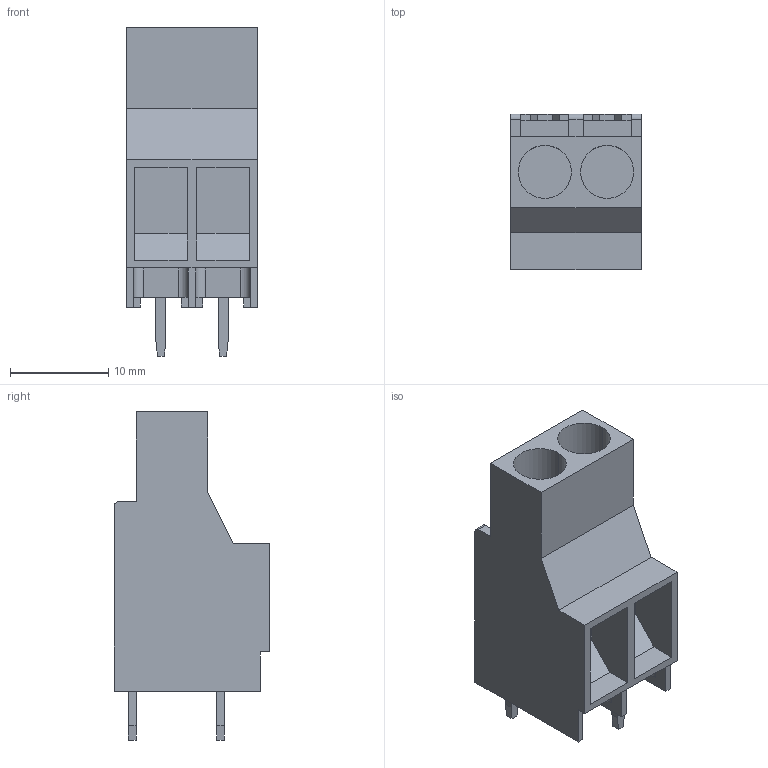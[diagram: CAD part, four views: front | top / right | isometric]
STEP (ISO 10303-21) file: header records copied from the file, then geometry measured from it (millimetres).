
FILE_DESCRIPTION(('CATIA V5 STEP Exchange','CAx-IF Rec.Pracs.--- Model Styling and Organization---1.2---2011-12-15'),'2;1');
FILE_NAME ('D1451347_0_1356830000_1356830000.stp','2018-09-11T06:13:10+00:00',('none'),('Weidmueller'),'CATIA Version 5-6 Release 2014','CATIA V5 STEP AP214','none');
FILE_SCHEMA(('AUTOMOTIVE_DESIGN { 1 0 10303 214 1 1 1 1 }'));
Length unit declared in the file: millimetre
Products named in the file (1): 1356830000
Bounding box: 13.3 x 15.85 x 33.5 mm (x, y, z)
Volume: 3605.1 mm3; surface area: 2505.3 mm2
Topology: 3 solids, 3 shells, 94 faces, 252 edges, 168 vertices
Faces by surface type: plane 83, cylinder 11
Entity records: 2768 total; most frequent: ORIENTED_EDGE 504, CARTESIAN_POINT 488, DIRECTION 386, EDGE_CURVE 252, VECTOR 230, LINE 230, VERTEX_POINT 168, EDGE_LOOP 98
